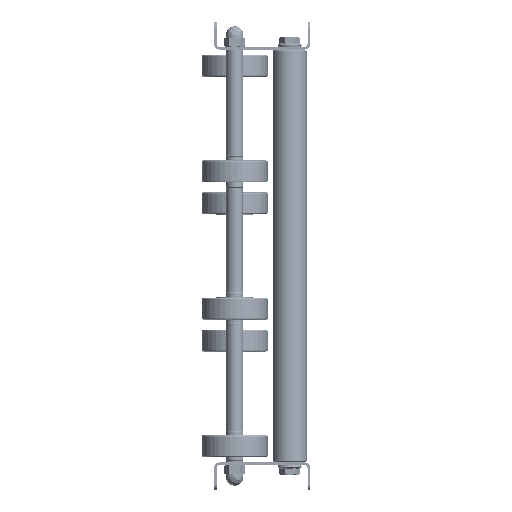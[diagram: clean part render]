
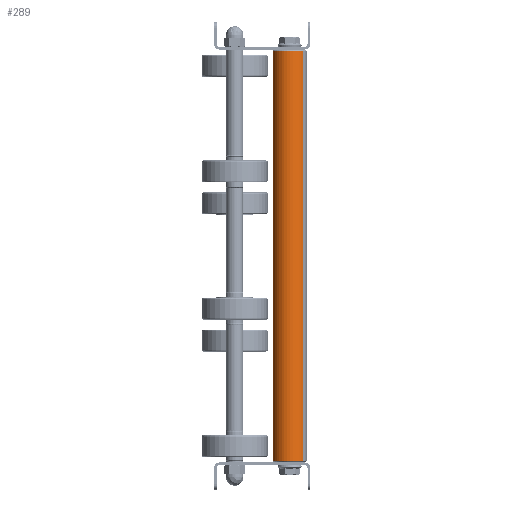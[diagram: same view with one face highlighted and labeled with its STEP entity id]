
A CAD part, left-side view. The second image highlights one B-rep face of the part: STEP entity #289.
In plain terms, the highlighted cylindrical face has radius 12.5 mm (diameter 25 mm), a partial arc.
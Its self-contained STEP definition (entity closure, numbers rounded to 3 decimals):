
#256 = CARTESIAN_POINT ( 'NONE',  ( 300., 0., 12.5 ) ) ;
#289 = ADVANCED_FACE ( 'NONE', ( #23001 ), #6326, .T. ) ;
#431 = DIRECTION ( 'NONE',  ( 0., 0., -1. ) ) ;
#1590 = EDGE_CURVE ( 'NONE', #24410, #29481, #26702, .T. ) ;
#1783 = CARTESIAN_POINT ( 'NONE',  ( 1., 0., 0. ) ) ;
#4015 = CARTESIAN_POINT ( 'NONE',  ( 299., 0., -12.5 ) ) ;
#4246 = CARTESIAN_POINT ( 'NONE',  ( 1., 0., -12.5 ) ) ;
#5343 = EDGE_LOOP ( 'NONE', ( #35494, #24326, #28349, #41728 ) ) ;
#5392 = CIRCLE ( 'NONE', #29641, 12.5 ) ;
#6326 = CYLINDRICAL_SURFACE ( 'NONE', #21580, 12.5 ) ;
#6456 = AXIS2_PLACEMENT_3D ( 'NONE', #22967, #6934, #431 ) ;
#6542 = DIRECTION ( 'NONE',  ( -1., 0., 0. ) ) ;
#6934 = DIRECTION ( 'NONE',  ( -1., 0., 0. ) ) ;
#8961 = CARTESIAN_POINT ( 'NONE',  ( 299., 0., 12.5 ) ) ;
#9374 = DIRECTION ( 'NONE',  ( -1., 0., 0. ) ) ;
#10610 = LINE ( 'NONE', #34064, #17514 ) ;
#12745 = VERTEX_POINT ( 'NONE', #4015 ) ;
#15012 = DIRECTION ( 'NONE',  ( 1., 0., 0. ) ) ;
#17514 = VECTOR ( 'NONE', #37752, 1000. ) ;
#17581 = EDGE_CURVE ( 'NONE', #12745, #24410, #28175, .T. ) ;
#21307 = VERTEX_POINT ( 'NONE', #4246 ) ;
#21580 = AXIS2_PLACEMENT_3D ( 'NONE', #29538, #6542, #29313 ) ;
#22967 = CARTESIAN_POINT ( 'NONE',  ( 299., 0., 0. ) ) ;
#23001 = FACE_OUTER_BOUND ( 'NONE', #5343, .T. ) ;
#24326 = ORIENTED_EDGE ( 'NONE', *, *, #17581, .T. ) ;
#24410 = VERTEX_POINT ( 'NONE', #8961 ) ;
#26702 = LINE ( 'NONE', #256, #30636 ) ;
#28175 = CIRCLE ( 'NONE', #6456, 12.5 ) ;
#28349 = ORIENTED_EDGE ( 'NONE', *, *, #1590, .T. ) ;
#29313 = DIRECTION ( 'NONE',  ( 0., 0., 1. ) ) ;
#29481 = VERTEX_POINT ( 'NONE', #31116 ) ;
#29538 = CARTESIAN_POINT ( 'NONE',  ( 300., 0., 0. ) ) ;
#29641 = AXIS2_PLACEMENT_3D ( 'NONE', #1783, #15012, #35641 ) ;
#30636 = VECTOR ( 'NONE', #9374, 1000. ) ;
#30929 = EDGE_CURVE ( 'NONE', #12745, #21307, #10610, .T. ) ;
#31116 = CARTESIAN_POINT ( 'NONE',  ( 1., 0., 12.5 ) ) ;
#34064 = CARTESIAN_POINT ( 'NONE',  ( 300., 0., -12.5 ) ) ;
#34522 = EDGE_CURVE ( 'NONE', #29481, #21307, #5392, .T. ) ;
#35494 = ORIENTED_EDGE ( 'NONE', *, *, #30929, .F. ) ;
#35641 = DIRECTION ( 'NONE',  ( 0., 0., -1. ) ) ;
#37752 = DIRECTION ( 'NONE',  ( -1., 0., 0. ) ) ;
#41728 = ORIENTED_EDGE ( 'NONE', *, *, #34522, .T. ) ;
